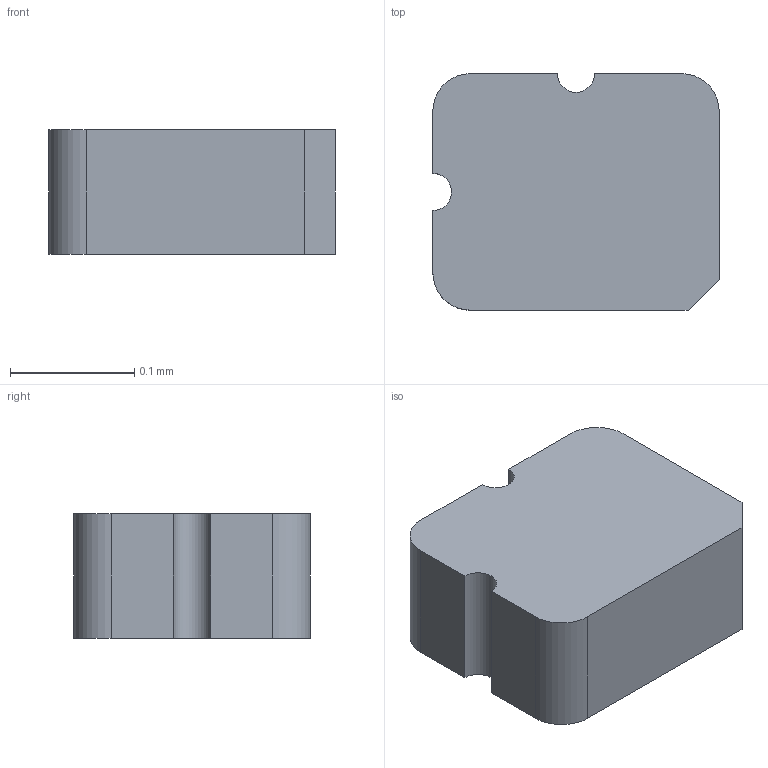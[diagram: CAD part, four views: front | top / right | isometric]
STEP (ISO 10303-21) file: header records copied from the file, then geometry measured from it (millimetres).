
FILE_DESCRIPTION(/* description */ (''),/* implementation_level */ '2;1');
FILE_NAME(/* name */ 'A0019-PRT.stp',/* time_stamp */ '2025-02-28T23:27:20+08:00',/* author */ (''),/* organization */ (''),/* preprocessor_version */ 'ST-DEVELOPER v16.7',/* originating_system */ 'SIEMENS PLM Software NX 12.0',/* authorisation */ '');
FILE_SCHEMA (('AP203_CONFIGURATION_CONTROLLED_3D_DESIGN_OF_MECHANICAL_PARTS_AND_ASSEMBLIES_MIM_LF { 1 0 10303 403 2 1 2}'));
Length unit declared in the file: millimetre
Products named in the file (1): 861339A8098Aeeqj
Bounding box: 0.23 x 0.19 x 0.1 mm (x, y, z)
Volume: 0 mm3; surface area: 0.2 mm2
Topology: 1 solids, 1 shells, 14 faces, 36 edges, 24 vertices
Faces by surface type: plane 9, cylinder 5
Entity records: 532 total; most frequent: DIRECTION 76, CARTESIAN_POINT 75, ORIENTED_EDGE 72, EDGE_CURVE 36, LINE 26, VECTOR 26, AXIS2_PLACEMENT_3D 25, VERTEX_POINT 24
